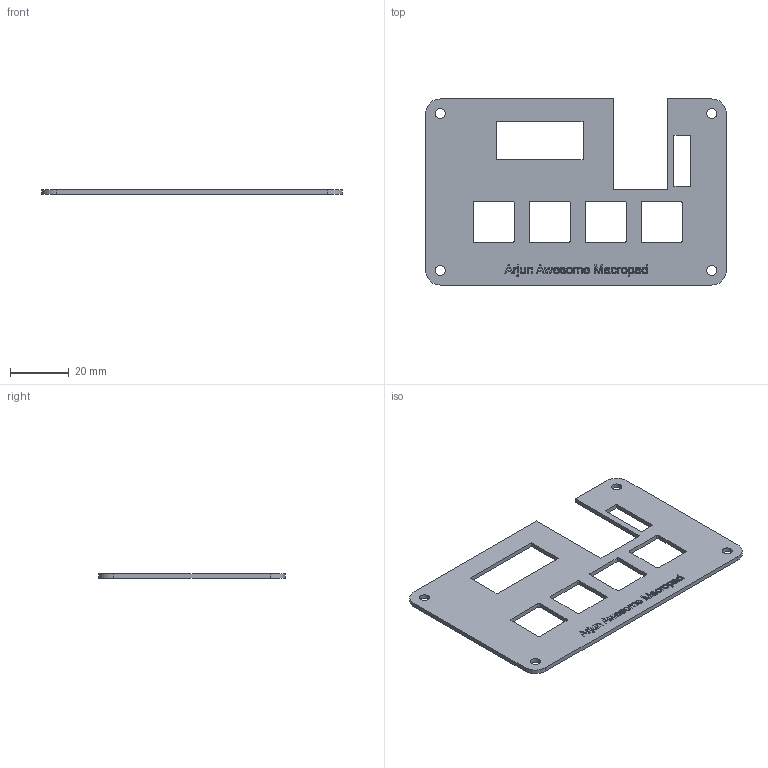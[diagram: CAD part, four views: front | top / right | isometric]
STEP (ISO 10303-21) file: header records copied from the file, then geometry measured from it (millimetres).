
FILE_DESCRIPTION(/* description */ (''),/* implementation_level */ '2;1');
FILE_NAME(/* name */ 'Keycaps.step',/* time_stamp */ '2025-12-04T23:35:44Z',/* author */ (''),/* organization */ (''),/* preprocessor_version */ 'ST-DEVELOPER v20.1',/* originating_system */ 'Autodesk Translation Framework v14.21.0.0',/* authorisation */ '');
FILE_SCHEMA (('AUTOMOTIVE_DESIGN { 1 0 10303 214 3 1 1 }'));
Length unit declared in the file: millimetre
Products named in the file (1): 2025-11-30-01-42-58-661
Bounding box: 102.43 x 63.37 x 1.5 mm (x, y, z)
Volume: 6902.2 mm3; surface area: 10501.4 mm2
Topology: 22 solids, 22 shells, 509 faces, 1395 edges, 930 vertices
Faces by surface type: bspline 282, plane 203, cylinder 24
Full cylindrical faces by diameter (mm): 3.4 x4
Entity records: 18749 total; most frequent: CARTESIAN_POINT 7629, ORIENTED_EDGE 2790, EDGE_CURVE 1395, DIRECTION 1335, VERTEX_POINT 930, LINE 783, VECTOR 783, B_SPLINE_CURVE_WITH_KNOTS 564
